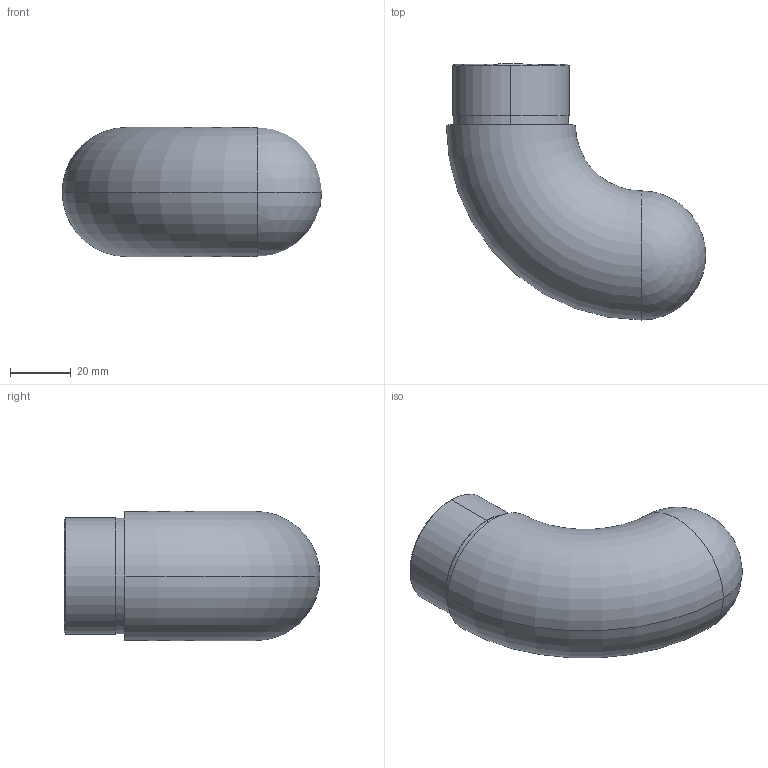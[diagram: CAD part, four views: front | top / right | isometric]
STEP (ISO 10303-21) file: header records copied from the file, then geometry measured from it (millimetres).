
FILE_DESCRIPTION (( 'STEP AP203' ), '1' );
FILE_NAME ('A_0739-242-R.STEP', '2021-11-18T09:34:31', ( '' ), ( '' ), 'SwSTEP 2.0', 'SolidWorks 2019', '' );
FILE_SCHEMA (( 'CONFIG_CONTROL_DESIGN' ));
Length unit declared in the file: millimetre
Products named in the file (1): A_0739-242-R
Bounding box: 85.2 x 84 x 42.4 mm (x, y, z)
Volume: 32597.8 mm3; surface area: 27004.5 mm2
Topology: 1 solids, 1 shells, 22 faces, 53 edges, 32 vertices
Faces by surface type: cylinder 6, torus 4, sphere 4, plane 4, cone 2, bspline 2
Entity records: 1083 total; most frequent: CARTESIAN_POINT 527, DIRECTION 114, ORIENTED_EDGE 90, AXIS2_PLACEMENT_3D 53, EDGE_CURVE 45, CIRCLE 32, VERTEX_POINT 28, EDGE_LOOP 25
